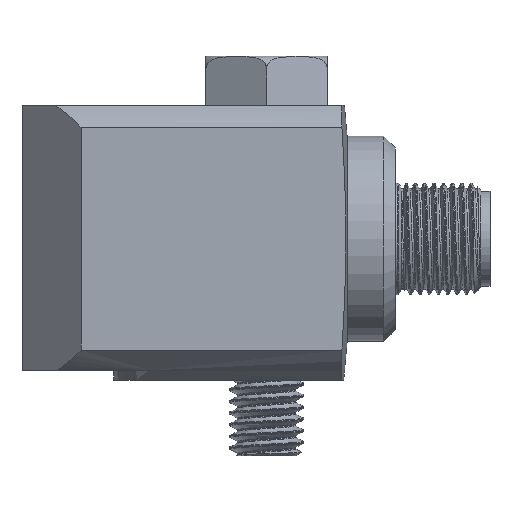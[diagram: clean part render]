
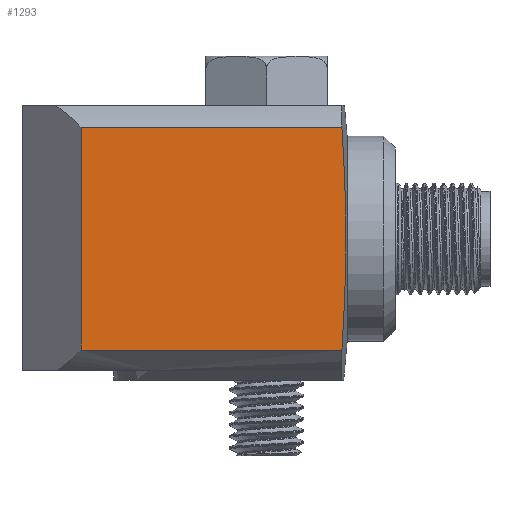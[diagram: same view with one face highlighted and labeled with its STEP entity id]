
A CAD part, top view. The second image highlights one B-rep face of the part: STEP entity #1293.
In plain terms, the highlighted planar face has unit normal (0, 0, 1).
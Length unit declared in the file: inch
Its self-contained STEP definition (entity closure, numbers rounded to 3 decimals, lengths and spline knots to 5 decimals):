
#280=FACE_OUTER_BOUND('',#400,.T.);
#400=EDGE_LOOP('',(#956,#957,#958,#959));
#454=LINE('',#5373,#490);
#455=LINE('',#5375,#491);
#456=LINE('',#5376,#492);
#490=VECTOR('',#1702,0.3937);
#491=VECTOR('',#1703,0.3937);
#492=VECTOR('',#1704,0.3937);
#526=(
BOUNDED_CURVE()
B_SPLINE_CURVE(2,(#5367,#5368,#5369),.UNSPECIFIED.,.F.,.F.)
B_SPLINE_CURVE_WITH_KNOTS((3,3),(0.,2.39211),.UNSPECIFIED.)
CURVE()
GEOMETRIC_REPRESENTATION_ITEM()
RATIONAL_B_SPLINE_CURVE((1.,1.38,1.))
REPRESENTATION_ITEM('')
);
#595=VERTEX_POINT('',#5364);
#596=VERTEX_POINT('',#5366);
#597=VERTEX_POINT('',#5372);
#598=VERTEX_POINT('',#5374);
#726=EDGE_CURVE('',#596,#595,#526,.T.);
#728=EDGE_CURVE('',#595,#597,#454,.T.);
#729=EDGE_CURVE('',#598,#597,#455,.T.);
#730=EDGE_CURVE('',#598,#596,#456,.T.);
#956=ORIENTED_EDGE('',*,*,#726,.T.);
#957=ORIENTED_EDGE('',*,*,#728,.T.);
#958=ORIENTED_EDGE('',*,*,#729,.F.);
#959=ORIENTED_EDGE('',*,*,#730,.T.);
#1137=PLANE('',#1447);
#1293=ADVANCED_FACE('',(#280),#1137,.T.);
#1447=AXIS2_PLACEMENT_3D('',#5371,#1700,#1701);
#1700=DIRECTION('center_axis',(0.,0.,1.));
#1701=DIRECTION('ref_axis',(0.,-1.,0.));
#1702=DIRECTION('',(-1.,0.,0.));
#1703=DIRECTION('',(0.,1.,0.));
#1704=DIRECTION('',(1.,0.,0.));
#5364=CARTESIAN_POINT('',(-0.02152,1.0276,0.495));
#5366=CARTESIAN_POINT('',(-0.02152,0.0864,0.495));
#5367=CARTESIAN_POINT('Ctrl Pts',(-0.02152,0.0864,
0.495));
#5368=CARTESIAN_POINT('Ctrl Pts',(0.00685,0.557,0.495));
#5369=CARTESIAN_POINT('Ctrl Pts',(-0.02152,1.0276,
0.495));
#5371=CARTESIAN_POINT('Origin',(0.,0.,0.495));
#5372=CARTESIAN_POINT('',(-1.123,1.0276,0.495));
#5373=CARTESIAN_POINT('',(0.089,1.0276,0.495));
#5374=CARTESIAN_POINT('',(-1.123,0.0864,0.495));
#5375=CARTESIAN_POINT('',(-1.123,0.,0.495));
#5376=CARTESIAN_POINT('',(0.089,0.0864,0.495));
